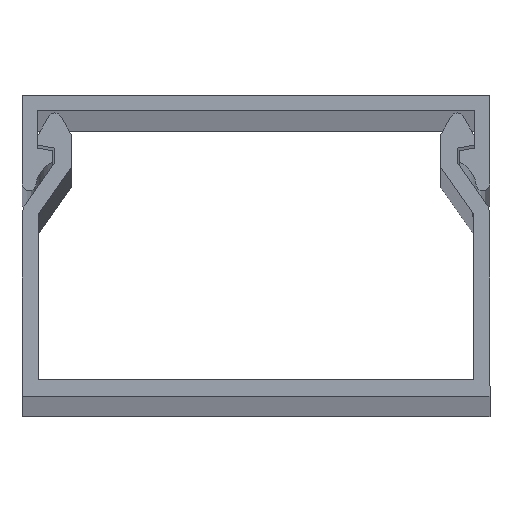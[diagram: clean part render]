
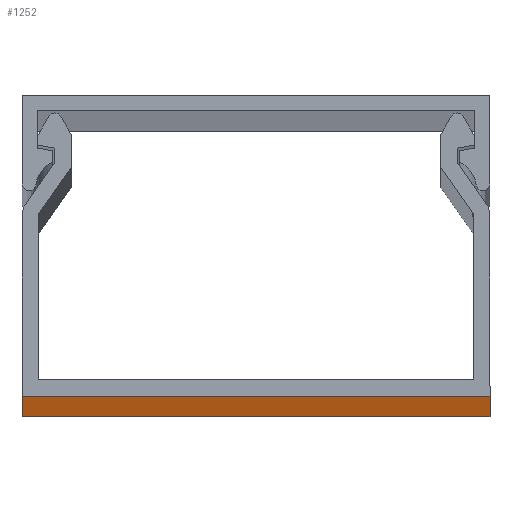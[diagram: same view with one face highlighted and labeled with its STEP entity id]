
A CAD part, top view. The second image highlights one B-rep face of the part: STEP entity #1252.
In plain terms, the highlighted planar face has unit normal (0, -1, 0).
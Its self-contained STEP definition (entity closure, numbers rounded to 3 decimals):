
#21 = FACE_OUTER_BOUND ( 'NONE', #721, .T. ) ;
#31 = CARTESIAN_POINT ( 'NONE',  ( 0., 0., 1000. ) ) ;
#65 = EDGE_CURVE ( 'NONE', #1228, #842, #169, .T. ) ;
#73 = LINE ( 'NONE', #552, #1131 ) ;
#76 = LINE ( 'NONE', #556, #497 ) ;
#169 = LINE ( 'NONE', #275, #301 ) ;
#275 = CARTESIAN_POINT ( 'NONE',  ( -20., 0., 1000. ) ) ;
#299 = DIRECTION ( 'NONE',  ( -1., 0., 0. ) ) ;
#301 = VECTOR ( 'NONE', #973, 1000. ) ;
#349 = CARTESIAN_POINT ( 'NONE',  ( 20., 0., 0. ) ) ;
#400 = PLANE ( 'NONE',  #1207 ) ;
#438 = EDGE_CURVE ( 'NONE', #842, #1243, #1356, .T. ) ;
#473 = CARTESIAN_POINT ( 'NONE',  ( -20., 0., 0. ) ) ;
#497 = VECTOR ( 'NONE', #1033, 1000. ) ;
#552 = CARTESIAN_POINT ( 'NONE',  ( 0., 0., 1000. ) ) ;
#556 = CARTESIAN_POINT ( 'NONE',  ( 20., 0., 1000. ) ) ;
#609 = CARTESIAN_POINT ( 'NONE',  ( -20., 0., 1000. ) ) ;
#715 = EDGE_CURVE ( 'NONE', #1278, #1243, #76, .T. ) ;
#721 = EDGE_LOOP ( 'NONE', ( #1256, #1459, #1098, #1160 ) ) ;
#758 = DIRECTION ( 'NONE',  ( 0., 1., 0. ) ) ;
#842 = VERTEX_POINT ( 'NONE', #473 ) ;
#858 = CARTESIAN_POINT ( 'NONE',  ( 0., 0., 0. ) ) ;
#863 = VECTOR ( 'NONE', #1117, 1000. ) ;
#973 = DIRECTION ( 'NONE',  ( 0., 0., -1. ) ) ;
#1005 = CARTESIAN_POINT ( 'NONE',  ( 20., 0., 1000. ) ) ;
#1033 = DIRECTION ( 'NONE',  ( 0., 0., -1. ) ) ;
#1086 = EDGE_CURVE ( 'NONE', #1228, #1278, #73, .T. ) ;
#1098 = ORIENTED_EDGE ( 'NONE', *, *, #1086, .F. ) ;
#1117 = DIRECTION ( 'NONE',  ( 1., 0., 0. ) ) ;
#1131 = VECTOR ( 'NONE', #1199, 1000. ) ;
#1160 = ORIENTED_EDGE ( 'NONE', *, *, #65, .T. ) ;
#1199 = DIRECTION ( 'NONE',  ( 1., 0., 0. ) ) ;
#1207 = AXIS2_PLACEMENT_3D ( 'NONE', #31, #758, #299 ) ;
#1228 = VERTEX_POINT ( 'NONE', #609 ) ;
#1243 = VERTEX_POINT ( 'NONE', #349 ) ;
#1252 = ADVANCED_FACE ( 'NONE', ( #21 ), #400, .F. ) ;
#1256 = ORIENTED_EDGE ( 'NONE', *, *, #438, .T. ) ;
#1278 = VERTEX_POINT ( 'NONE', #1005 ) ;
#1356 = LINE ( 'NONE', #858, #863 ) ;
#1459 = ORIENTED_EDGE ( 'NONE', *, *, #715, .F. ) ;
